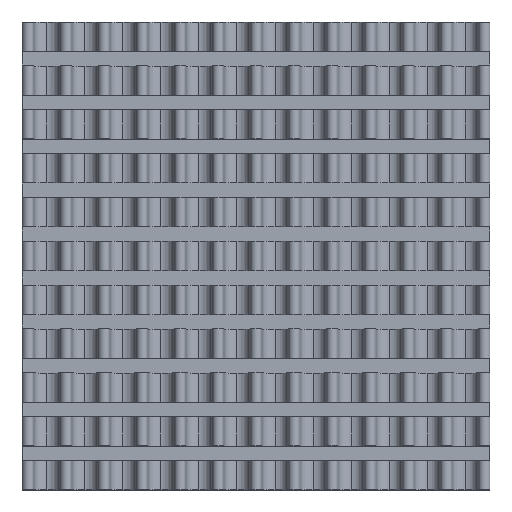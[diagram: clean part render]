
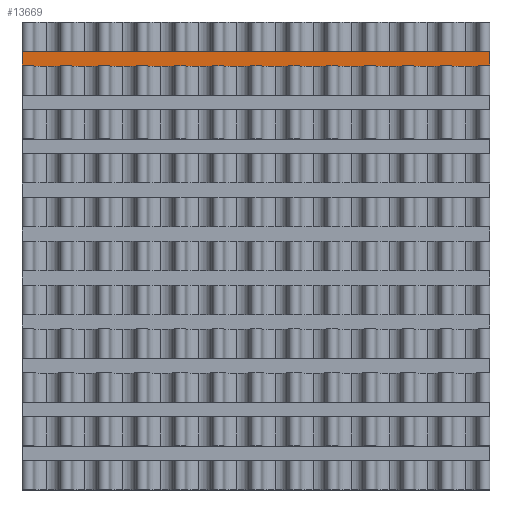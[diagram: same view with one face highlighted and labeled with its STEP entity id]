
A CAD part, top view. The second image highlights one B-rep face of the part: STEP entity #13669.
In plain terms, the highlighted planar face has unit normal (0, 0, 1).
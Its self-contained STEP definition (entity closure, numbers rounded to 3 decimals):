
#118 = VECTOR ( 'NONE', #6850, 1000. ) ;
#163 = VECTOR ( 'NONE', #23009, 1000. ) ;
#864 = ORIENTED_EDGE ( 'NONE', *, *, #11691, .F. ) ;
#923 = FACE_OUTER_BOUND ( 'NONE', #22049, .T. ) ;
#1346 = VERTEX_POINT ( 'NONE', #21528 ) ;
#3320 = CARTESIAN_POINT ( 'NONE',  ( -20., 16.25, 1.5 ) ) ;
#4263 = LINE ( 'NONE', #15722, #163 ) ;
#5210 = DIRECTION ( 'NONE',  ( 0., 1., 0. ) ) ;
#5324 = CARTESIAN_POINT ( 'NONE',  ( -20., 17.5, 1.5 ) ) ;
#6506 = CARTESIAN_POINT ( 'NONE',  ( -20., 17.5, 1.5 ) ) ;
#6850 = DIRECTION ( 'NONE',  ( 1., 0., 0. ) ) ;
#6939 = AXIS2_PLACEMENT_3D ( 'NONE', #6506, #10154, #17934 ) ;
#7895 = VECTOR ( 'NONE', #15054, 1000. ) ;
#8520 = ORIENTED_EDGE ( 'NONE', *, *, #11581, .T. ) ;
#9143 = CARTESIAN_POINT ( 'NONE',  ( -20., 17.5, 1.5 ) ) ;
#10154 = DIRECTION ( 'NONE',  ( 0., 0., -1. ) ) ;
#10427 = VERTEX_POINT ( 'NONE', #16726 ) ;
#10440 = CARTESIAN_POINT ( 'NONE',  ( 20., 17.5, 1.5 ) ) ;
#10541 = CARTESIAN_POINT ( 'NONE',  ( 20., 17.5, 1.5 ) ) ;
#10737 = EDGE_CURVE ( 'NONE', #10427, #1346, #19756, .T. ) ;
#11267 = VERTEX_POINT ( 'NONE', #9143 ) ;
#11581 = EDGE_CURVE ( 'NONE', #1346, #16074, #15917, .T. ) ;
#11691 = EDGE_CURVE ( 'NONE', #10427, #11267, #12864, .T. ) ;
#12162 = VECTOR ( 'NONE', #5210, 1000. ) ;
#12864 = LINE ( 'NONE', #5324, #7895 ) ;
#13669 = ADVANCED_FACE ( 'NONE', ( #923 ), #19407, .F. ) ;
#15054 = DIRECTION ( 'NONE',  ( 0., 1., 0. ) ) ;
#15541 = ORIENTED_EDGE ( 'NONE', *, *, #23043, .F. ) ;
#15722 = CARTESIAN_POINT ( 'NONE',  ( -20., 17.5, 1.5 ) ) ;
#15917 = LINE ( 'NONE', #10440, #12162 ) ;
#16074 = VERTEX_POINT ( 'NONE', #10541 ) ;
#16726 = CARTESIAN_POINT ( 'NONE',  ( -20., 16.25, 1.5 ) ) ;
#17784 = ORIENTED_EDGE ( 'NONE', *, *, #10737, .T. ) ;
#17934 = DIRECTION ( 'NONE',  ( 0., 1., 0. ) ) ;
#19407 = PLANE ( 'NONE',  #6939 ) ;
#19756 = LINE ( 'NONE', #3320, #118 ) ;
#21528 = CARTESIAN_POINT ( 'NONE',  ( 20., 16.25, 1.5 ) ) ;
#22049 = EDGE_LOOP ( 'NONE', ( #15541, #864, #17784, #8520 ) ) ;
#23009 = DIRECTION ( 'NONE',  ( 1., 0., 0. ) ) ;
#23043 = EDGE_CURVE ( 'NONE', #11267, #16074, #4263, .T. ) ;
